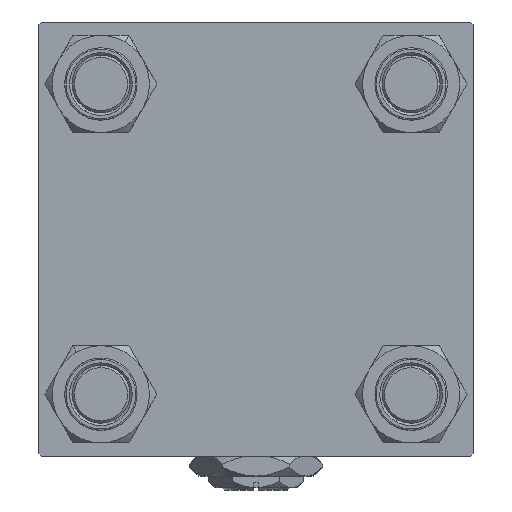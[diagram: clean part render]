
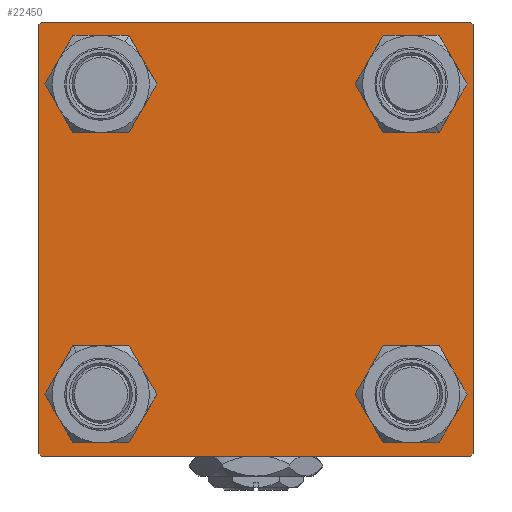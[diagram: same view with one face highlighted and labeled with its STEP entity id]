
A CAD part, left-side view. The second image highlights one B-rep face of the part: STEP entity #22450.
In plain terms, the highlighted planar face has unit normal (-1, 0, 0).
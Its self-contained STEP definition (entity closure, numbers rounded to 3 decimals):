
#419 = EDGE_CURVE ( 'NONE', #24362, #31111, #25024, .T. ) ;
#498 = ORIENTED_EDGE ( 'NONE', *, *, #29289, .F. ) ;
#1229 = CARTESIAN_POINT ( 'NONE',  ( 0., 32.15, 38.65 ) ) ;
#1386 = LINE ( 'NONE', #25360, #1931 ) ;
#1628 = LINE ( 'NONE', #29542, #46065 ) ;
#1931 = VECTOR ( 'NONE', #49517, 1000. ) ;
#2432 = EDGE_CURVE ( 'NONE', #15323, #8995, #35971, .T. ) ;
#2939 = DIRECTION ( 'NONE',  ( 1., 0., 0. ) ) ;
#3036 = DIRECTION ( 'NONE',  ( 0., 0., 1. ) ) ;
#3312 = CARTESIAN_POINT ( 'NONE',  ( 0., -32.15, -25.65 ) ) ;
#3929 = ORIENTED_EDGE ( 'NONE', *, *, #27014, .T. ) ;
#4090 = CARTESIAN_POINT ( 'NONE',  ( 0., 45., -44.5 ) ) ;
#4275 = DIRECTION ( 'NONE',  ( 0., 0., 1. ) ) ;
#4528 = PLANE ( 'NONE',  #47096 ) ;
#4567 = EDGE_CURVE ( 'NONE', #49003, #10432, #1628, .T. ) ;
#4641 = AXIS2_PLACEMENT_3D ( 'NONE', #46415, #6442, #34610 ) ;
#4781 = CARTESIAN_POINT ( 'NONE',  ( 0., 0., 0. ) ) ;
#4820 = AXIS2_PLACEMENT_3D ( 'NONE', #42568, #18690, #14725 ) ;
#5685 = LINE ( 'NONE', #29666, #40435 ) ;
#5946 = VERTEX_POINT ( 'NONE', #37330 ) ;
#6149 = VERTEX_POINT ( 'NONE', #29392 ) ;
#6318 = VECTOR ( 'NONE', #15486, 1000. ) ;
#6442 = DIRECTION ( 'NONE',  ( 1., 0., 0. ) ) ;
#6541 = CARTESIAN_POINT ( 'NONE',  ( 0., 45., 44.5 ) ) ;
#6754 = AXIS2_PLACEMENT_3D ( 'NONE', #15605, #2939, #31909 ) ;
#6952 = ORIENTED_EDGE ( 'NONE', *, *, #48728, .T. ) ;
#7504 = CARTESIAN_POINT ( 'NONE',  ( 0., -32.15, -32.15 ) ) ;
#8995 = VERTEX_POINT ( 'NONE', #16155 ) ;
#9010 = VERTEX_POINT ( 'NONE', #39782 ) ;
#9186 = LINE ( 'NONE', #37078, #14557 ) ;
#9240 = AXIS2_PLACEMENT_3D ( 'NONE', #42854, #46786, #47044 ) ;
#9299 = ORIENTED_EDGE ( 'NONE', *, *, #23375, .T. ) ;
#10245 = CARTESIAN_POINT ( 'NONE',  ( 0., -45., -44.5 ) ) ;
#10432 = VERTEX_POINT ( 'NONE', #38645 ) ;
#10495 = CARTESIAN_POINT ( 'NONE',  ( 0., -32.15, 38.65 ) ) ;
#11111 = CIRCLE ( 'NONE', #12821, 6.5 ) ;
#11488 = CARTESIAN_POINT ( 'NONE',  ( 0., 32.15, 32.15 ) ) ;
#12158 = LINE ( 'NONE', #32178, #25151 ) ;
#12767 = DIRECTION ( 'NONE',  ( 0., 0.707, -0.707 ) ) ;
#12821 = AXIS2_PLACEMENT_3D ( 'NONE', #50953, #45962, #18677 ) ;
#13169 = ORIENTED_EDGE ( 'NONE', *, *, #44961, .T. ) ;
#14043 = VERTEX_POINT ( 'NONE', #10495 ) ;
#14557 = VECTOR ( 'NONE', #37841, 1000. ) ;
#14725 = DIRECTION ( 'NONE',  ( 0., 0., 1. ) ) ;
#14892 = VERTEX_POINT ( 'NONE', #10245 ) ;
#15323 = VERTEX_POINT ( 'NONE', #1229 ) ;
#15486 = DIRECTION ( 'NONE',  ( 0., -0.707, -0.707 ) ) ;
#15605 = CARTESIAN_POINT ( 'NONE',  ( 0., 32.15, 32.15 ) ) ;
#15706 = LINE ( 'NONE', #31745, #22813 ) ;
#16155 = CARTESIAN_POINT ( 'NONE',  ( 0., 32.15, 25.65 ) ) ;
#16207 = LINE ( 'NONE', #32242, #43161 ) ;
#16353 = ORIENTED_EDGE ( 'NONE', *, *, #4567, .T. ) ;
#16422 = EDGE_LOOP ( 'NONE', ( #24307, #30107 ) ) ;
#16628 = EDGE_CURVE ( 'NONE', #23820, #5946, #18531, .T. ) ;
#16943 = FACE_BOUND ( 'NONE', #21988, .T. ) ;
#17589 = EDGE_LOOP ( 'NONE', ( #3929, #13169, #23413, #43875, #498, #16353, #30429, #9299 ) ) ;
#17638 = EDGE_CURVE ( 'NONE', #8995, #15323, #38685, .T. ) ;
#18394 = EDGE_CURVE ( 'NONE', #34310, #14892, #12158, .T. ) ;
#18411 = LINE ( 'NONE', #30481, #6318 ) ;
#18531 = CIRCLE ( 'NONE', #9240, 6.5 ) ;
#18677 = DIRECTION ( 'NONE',  ( 0., 0., 1. ) ) ;
#18690 = DIRECTION ( 'NONE',  ( 1., 0., 0. ) ) ;
#20058 = ORIENTED_EDGE ( 'NONE', *, *, #2432, .T. ) ;
#20426 = CARTESIAN_POINT ( 'NONE',  ( 0., -32.15, 25.65 ) ) ;
#21362 = FACE_BOUND ( 'NONE', #16422, .T. ) ;
#21988 = EDGE_LOOP ( 'NONE', ( #39198, #40875 ) ) ;
#22450 = ADVANCED_FACE ( 'NONE', ( #21362, #16943, #40309, #32958, #28509 ), #4528, .T. ) ;
#22813 = VECTOR ( 'NONE', #12767, 1000. ) ;
#23375 = EDGE_CURVE ( 'NONE', #6149, #23809, #15706, .T. ) ;
#23413 = ORIENTED_EDGE ( 'NONE', *, *, #28664, .T. ) ;
#23434 = VERTEX_POINT ( 'NONE', #20426 ) ;
#23585 = DIRECTION ( 'NONE',  ( 1., 0., 0. ) ) ;
#23809 = VERTEX_POINT ( 'NONE', #6541 ) ;
#23820 = VERTEX_POINT ( 'NONE', #37606 ) ;
#23950 = EDGE_CURVE ( 'NONE', #6149, #10432, #5685, .T. ) ;
#24234 = VERTEX_POINT ( 'NONE', #4090 ) ;
#24307 = ORIENTED_EDGE ( 'NONE', *, *, #28816, .T. ) ;
#24362 = VERTEX_POINT ( 'NONE', #49300 ) ;
#25024 = CIRCLE ( 'NONE', #4820, 6.5 ) ;
#25151 = VECTOR ( 'NONE', #43189, 1000. ) ;
#25360 = CARTESIAN_POINT ( 'NONE',  ( 0., 45., -45. ) ) ;
#25479 = AXIS2_PLACEMENT_3D ( 'NONE', #7504, #23585, #3036 ) ;
#26068 = EDGE_CURVE ( 'NONE', #23434, #14043, #11111, .T. ) ;
#26922 = DIRECTION ( 'NONE',  ( 1., 0., 0. ) ) ;
#27014 = EDGE_CURVE ( 'NONE', #23809, #24234, #9186, .T. ) ;
#27601 = EDGE_CURVE ( 'NONE', #31111, #24362, #38032, .T. ) ;
#28509 = FACE_OUTER_BOUND ( 'NONE', #17589, .T. ) ;
#28664 = EDGE_CURVE ( 'NONE', #9010, #34310, #1386, .T. ) ;
#28816 = EDGE_CURVE ( 'NONE', #14043, #23434, #28862, .T. ) ;
#28862 = CIRCLE ( 'NONE', #48978, 6.5 ) ;
#29289 = EDGE_CURVE ( 'NONE', #49003, #14892, #16207, .T. ) ;
#29392 = CARTESIAN_POINT ( 'NONE',  ( 0., 44.5, 45. ) ) ;
#29542 = CARTESIAN_POINT ( 'NONE',  ( 0., -44.75, 44.75 ) ) ;
#29666 = CARTESIAN_POINT ( 'NONE',  ( 0., 45., 45. ) ) ;
#30107 = ORIENTED_EDGE ( 'NONE', *, *, #26068, .T. ) ;
#30429 = ORIENTED_EDGE ( 'NONE', *, *, #23950, .F. ) ;
#30481 = CARTESIAN_POINT ( 'NONE',  ( 0., 44.75, -44.75 ) ) ;
#31111 = VERTEX_POINT ( 'NONE', #3312 ) ;
#31745 = CARTESIAN_POINT ( 'NONE',  ( 0., 44.75, 44.75 ) ) ;
#31909 = DIRECTION ( 'NONE',  ( 0., 0., 1. ) ) ;
#32178 = CARTESIAN_POINT ( 'NONE',  ( 0., -44.75, -44.75 ) ) ;
#32242 = CARTESIAN_POINT ( 'NONE',  ( 0., -45., 45. ) ) ;
#32701 = DIRECTION ( 'NONE',  ( -1., 0., 0. ) ) ;
#32958 = FACE_BOUND ( 'NONE', #40740, .T. ) ;
#32977 = DIRECTION ( 'NONE',  ( 0., 0.707, 0.707 ) ) ;
#34310 = VERTEX_POINT ( 'NONE', #51759 ) ;
#34610 = DIRECTION ( 'NONE',  ( 0., 0., 1. ) ) ;
#34805 = CARTESIAN_POINT ( 'NONE',  ( 0., -45., 44.5 ) ) ;
#35689 = DIRECTION ( 'NONE',  ( 1., 0., 0. ) ) ;
#35971 = CIRCLE ( 'NONE', #49386, 6.5 ) ;
#37078 = CARTESIAN_POINT ( 'NONE',  ( 0., 45., 45. ) ) ;
#37330 = CARTESIAN_POINT ( 'NONE',  ( 0., 32.15, -38.65 ) ) ;
#37539 = DIRECTION ( 'NONE',  ( 0., -1., 0. ) ) ;
#37606 = CARTESIAN_POINT ( 'NONE',  ( 0., 32.15, -25.65 ) ) ;
#37841 = DIRECTION ( 'NONE',  ( 0., 0., -1. ) ) ;
#38032 = CIRCLE ( 'NONE', #25479, 6.5 ) ;
#38645 = CARTESIAN_POINT ( 'NONE',  ( 0., -44.5, 45. ) ) ;
#38685 = CIRCLE ( 'NONE', #6754, 6.5 ) ;
#39184 = CIRCLE ( 'NONE', #4641, 6.5 ) ;
#39198 = ORIENTED_EDGE ( 'NONE', *, *, #27601, .T. ) ;
#39782 = CARTESIAN_POINT ( 'NONE',  ( 0., 44.5, -45. ) ) ;
#40309 = FACE_BOUND ( 'NONE', #44565, .T. ) ;
#40435 = VECTOR ( 'NONE', #37539, 1000. ) ;
#40662 = ORIENTED_EDGE ( 'NONE', *, *, #17638, .T. ) ;
#40740 = EDGE_LOOP ( 'NONE', ( #20058, #40662 ) ) ;
#40875 = ORIENTED_EDGE ( 'NONE', *, *, #419, .T. ) ;
#42568 = CARTESIAN_POINT ( 'NONE',  ( 0., -32.15, -32.15 ) ) ;
#42854 = CARTESIAN_POINT ( 'NONE',  ( 0., 32.15, -32.15 ) ) ;
#42925 = DIRECTION ( 'NONE',  ( 0., 0., 1. ) ) ;
#43161 = VECTOR ( 'NONE', #48235, 1000. ) ;
#43189 = DIRECTION ( 'NONE',  ( 0., -0.707, 0.707 ) ) ;
#43875 = ORIENTED_EDGE ( 'NONE', *, *, #18394, .T. ) ;
#44565 = EDGE_LOOP ( 'NONE', ( #48127, #6952 ) ) ;
#44961 = EDGE_CURVE ( 'NONE', #24234, #9010, #18411, .T. ) ;
#45962 = DIRECTION ( 'NONE',  ( 1., 0., 0. ) ) ;
#46065 = VECTOR ( 'NONE', #32977, 1000. ) ;
#46415 = CARTESIAN_POINT ( 'NONE',  ( 0., 32.15, -32.15 ) ) ;
#46786 = DIRECTION ( 'NONE',  ( 1., 0., 0. ) ) ;
#46858 = CARTESIAN_POINT ( 'NONE',  ( 0., -32.15, 32.15 ) ) ;
#47044 = DIRECTION ( 'NONE',  ( 0., 0., 1. ) ) ;
#47096 = AXIS2_PLACEMENT_3D ( 'NONE', #4781, #32701, #4275 ) ;
#48127 = ORIENTED_EDGE ( 'NONE', *, *, #16628, .T. ) ;
#48235 = DIRECTION ( 'NONE',  ( 0., 0., -1. ) ) ;
#48728 = EDGE_CURVE ( 'NONE', #5946, #23820, #39184, .T. ) ;
#48978 = AXIS2_PLACEMENT_3D ( 'NONE', #46858, #26922, #42925 ) ;
#49003 = VERTEX_POINT ( 'NONE', #34805 ) ;
#49300 = CARTESIAN_POINT ( 'NONE',  ( 0., -32.15, -38.65 ) ) ;
#49386 = AXIS2_PLACEMENT_3D ( 'NONE', #11488, #35689, #51695 ) ;
#49517 = DIRECTION ( 'NONE',  ( 0., -1., 0. ) ) ;
#50953 = CARTESIAN_POINT ( 'NONE',  ( 0., -32.15, 32.15 ) ) ;
#51695 = DIRECTION ( 'NONE',  ( 0., 0., 1. ) ) ;
#51759 = CARTESIAN_POINT ( 'NONE',  ( 0., -44.5, -45. ) ) ;
